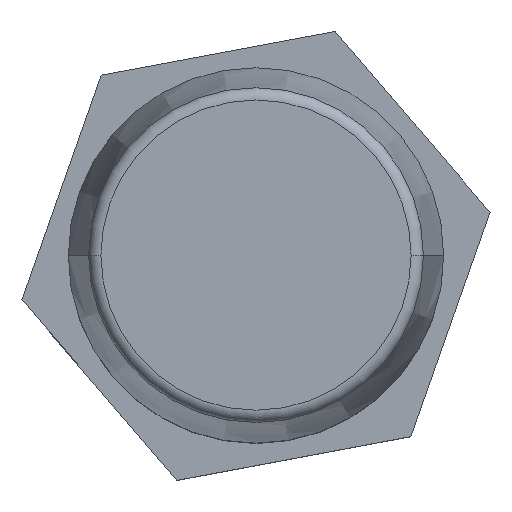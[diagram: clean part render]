
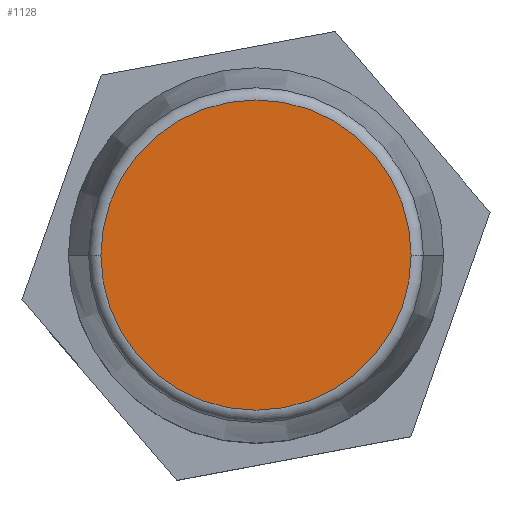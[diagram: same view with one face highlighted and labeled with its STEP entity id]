
A CAD part, top view. The second image highlights one B-rep face of the part: STEP entity #1128.
In plain terms, the highlighted planar face has unit normal (0, 0, 1).
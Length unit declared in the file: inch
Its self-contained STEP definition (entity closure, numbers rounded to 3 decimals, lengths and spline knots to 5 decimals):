
#127 = CARTESIAN_POINT ( 'NONE',  ( 0., 0., 0.7 ) ) ;
#237 = VERTEX_POINT ( 'NONE', #1291 ) ;
#242 = CIRCLE ( 'NONE', #1057, 0.25207 ) ;
#246 = ORIENTED_EDGE ( 'NONE', *, *, #401, .T. ) ;
#292 = DIRECTION ( 'NONE',  ( 1., 0., 0. ) ) ;
#401 = EDGE_CURVE ( 'NONE', #237, #1145, #1119, .T. ) ;
#525 = DIRECTION ( 'NONE',  ( 0., 0., 1. ) ) ;
#587 = DIRECTION ( 'NONE',  ( 0., 0., 1. ) ) ;
#590 = CARTESIAN_POINT ( 'NONE',  ( 0., 0., 0.7 ) ) ;
#706 = FACE_OUTER_BOUND ( 'NONE', #1059, .T. ) ;
#710 = DIRECTION ( 'NONE',  ( 1., 0., 0. ) ) ;
#833 = CARTESIAN_POINT ( 'NONE',  ( 0.25207, 0., 0.7 ) ) ;
#838 = EDGE_CURVE ( 'NONE', #1145, #237, #242, .T. ) ;
#1042 = AXIS2_PLACEMENT_3D ( 'NONE', #127, #587, #1065 ) ;
#1057 = AXIS2_PLACEMENT_3D ( 'NONE', #1204, #525, #292 ) ;
#1059 = EDGE_LOOP ( 'NONE', ( #1138, #246 ) ) ;
#1065 = DIRECTION ( 'NONE',  ( 1., 0., 0. ) ) ;
#1119 = CIRCLE ( 'NONE', #1309, 0.25207 ) ;
#1128 = ADVANCED_FACE ( 'NONE', ( #706 ), #1174, .T. ) ;
#1138 = ORIENTED_EDGE ( 'NONE', *, *, #838, .T. ) ;
#1145 = VERTEX_POINT ( 'NONE', #833 ) ;
#1174 = PLANE ( 'NONE',  #1042 ) ;
#1204 = CARTESIAN_POINT ( 'NONE',  ( 0., 0., 0.7 ) ) ;
#1291 = CARTESIAN_POINT ( 'NONE',  ( -0.25207, 0., 0.7 ) ) ;
#1298 = DIRECTION ( 'NONE',  ( 0., 0., 1. ) ) ;
#1309 = AXIS2_PLACEMENT_3D ( 'NONE', #590, #1298, #710 ) ;
